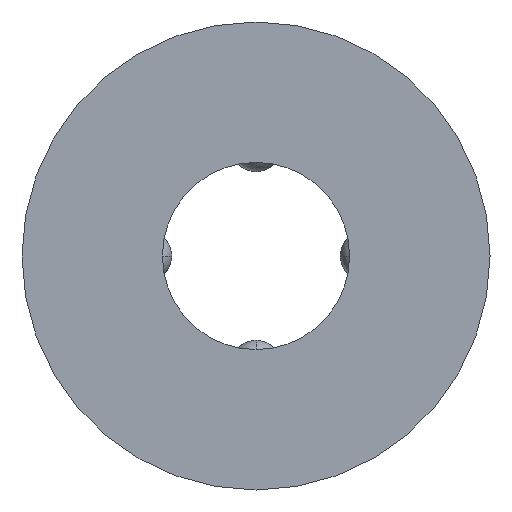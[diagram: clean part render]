
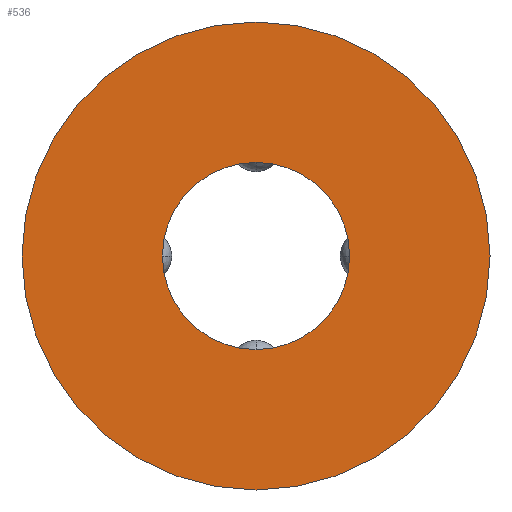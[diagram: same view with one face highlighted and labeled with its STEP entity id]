
A CAD part, left-side view. The second image highlights one B-rep face of the part: STEP entity #536.
In plain terms, the highlighted planar face has unit normal (-1, 0, 0).
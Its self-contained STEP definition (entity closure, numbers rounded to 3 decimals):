
#536=ADVANCED_FACE('',(#1113,#1114),#1115,.T.);
#1113=FACE_BOUND('',#1691,.T.);
#1114=FACE_OUTER_BOUND('',#1692,.T.);
#1115=PLANE('',#1693);
#1691=EDGE_LOOP('',(#3142,#3143));
#1692=EDGE_LOOP('',(#3144,#3145));
#1693=AXIS2_PLACEMENT_3D('',#3146,#3147,#3148);
#3142=ORIENTED_EDGE('',*,*,#3561,.T.);
#3143=ORIENTED_EDGE('',*,*,#3630,.T.);
#3144=ORIENTED_EDGE('',*,*,#3217,.T.);
#3145=ORIENTED_EDGE('',*,*,#3750,.T.);
#3146=CARTESIAN_POINT('',(-6.0,0.0,0.0));
#3147=DIRECTION('',(-1.0,0.0,0.0));
#3148=DIRECTION('',(0.0,0.0,-1.0));
#3217=EDGE_CURVE('',#3793,#3797,#3799,.T.);
#3561=EDGE_CURVE('',#4380,#4378,#4381,.T.);
#3630=EDGE_CURVE('',#4378,#4380,#4456,.T.);
#3750=EDGE_CURVE('',#3797,#3793,#4576,.T.);
#3793=VERTEX_POINT('',#4625);
#3797=VERTEX_POINT('',#4630);
#3799=CIRCLE('',#4633,12.5);
#4378=VERTEX_POINT('',#7536);
#4380=VERTEX_POINT('',#7539);
#4381=CIRCLE('',#7540,5.0);
#4456=CIRCLE('',#8462,5.0);
#4576=CIRCLE('',#9532,12.5);
#4625=CARTESIAN_POINT('',(-6.0,0.0,-12.5));
#4630=CARTESIAN_POINT('',(-6.0,0.,12.5));
#4633=AXIS2_PLACEMENT_3D('',#9575,#9576,#9577);
#7536=CARTESIAN_POINT('',(-6.0,0.,5.0));
#7539=CARTESIAN_POINT('',(-6.0,0.0,-5.0));
#7540=AXIS2_PLACEMENT_3D('',#9831,#9832,#9833);
#8462=AXIS2_PLACEMENT_3D('',#9866,#9867,#9868);
#9532=AXIS2_PLACEMENT_3D('',#9878,#9879,#9880);
#9575=CARTESIAN_POINT('',(-6.0,0.0,0.0));
#9576=DIRECTION('',(-1.0,0.0,0.0));
#9577=DIRECTION('',(0.0,0.0,-1.0));
#9831=CARTESIAN_POINT('',(-6.0,0.0,0.0));
#9832=DIRECTION('',(1.0,-0.0,0.0));
#9833=DIRECTION('',(0.0,0.0,-1.0));
#9866=CARTESIAN_POINT('',(-6.0,0.0,0.0));
#9867=DIRECTION('',(1.0,-0.0,0.0));
#9868=DIRECTION('',(0.0,0.0,-1.0));
#9878=CARTESIAN_POINT('',(-6.0,0.0,0.0));
#9879=DIRECTION('',(-1.0,0.0,0.0));
#9880=DIRECTION('',(0.0,0.0,-1.0));
